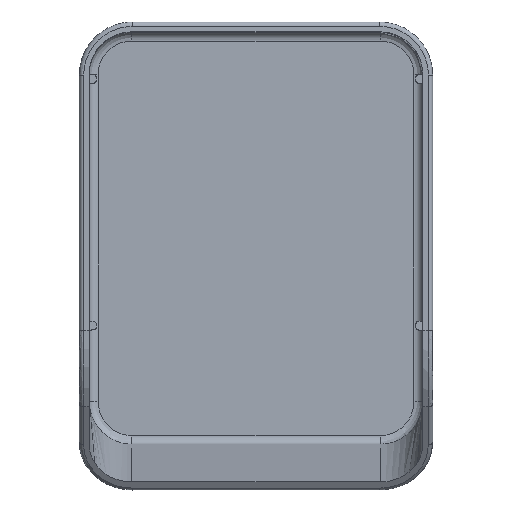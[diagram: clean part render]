
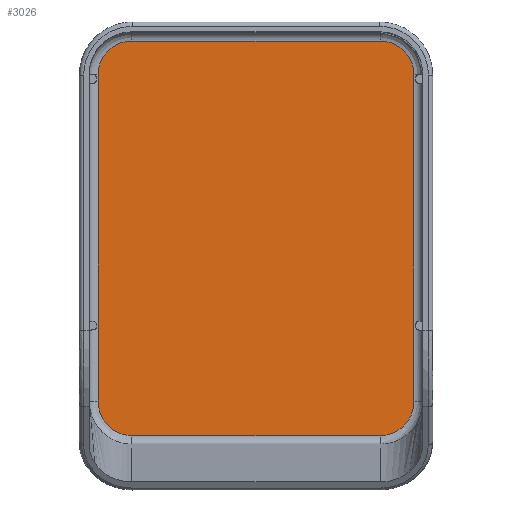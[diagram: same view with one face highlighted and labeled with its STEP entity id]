
A CAD part, top view. The second image highlights one B-rep face of the part: STEP entity #3026.
In plain terms, the highlighted free-form (B-spline) face has degree [1, 1] with [2, 2] control points.
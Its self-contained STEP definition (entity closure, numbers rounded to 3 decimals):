
#1256 = EDGE_CURVE('',#1257,#1259,#1261,.T.);
#1257 = VERTEX_POINT('',#1258);
#1258 = CARTESIAN_POINT('',(-49.866,57.346,
    8.925));
#1259 = VERTEX_POINT('',#1260);
#1260 = CARTESIAN_POINT('',(-49.866,-45.701,
    8.925));
#1261 = B_SPLINE_CURVE_WITH_KNOTS('',1,(#1262,#1263),.UNSPECIFIED.,.F.,
  .F.,(2,2),(0.,92.372),.PIECEWISE_BEZIER_KNOTS.);
#1262 = CARTESIAN_POINT('',(-49.866,57.346,
    8.925));
#1263 = CARTESIAN_POINT('',(-49.866,-45.701,
    8.925));
#1385 = VERTEX_POINT('',#1386);
#1386 = CARTESIAN_POINT('',(-39.268,67.944,
    8.925));
#1392 = EDGE_CURVE('',#1385,#1257,#1393,.T.);
#1393 = ( BOUNDED_CURVE() B_SPLINE_CURVE(2,(#1394,#1395,#1396),
.UNSPECIFIED.,.F.,.F.) B_SPLINE_CURVE_WITH_KNOTS((3,3),(0.,
1.571),.PIECEWISE_BEZIER_KNOTS.) CURVE() 
GEOMETRIC_REPRESENTATION_ITEM() RATIONAL_B_SPLINE_CURVE((1.,
0.707,1.)) REPRESENTATION_ITEM('') );
#1394 = CARTESIAN_POINT('',(-39.268,67.944,
    8.925));
#1395 = CARTESIAN_POINT('',(-49.866,67.944,
    8.925));
#1396 = CARTESIAN_POINT('',(-49.866,57.346,
    8.925));
#1452 = EDGE_CURVE('',#1453,#1385,#1455,.T.);
#1453 = VERTEX_POINT('',#1454);
#1454 = CARTESIAN_POINT('',(39.268,67.944,
    8.925));
#1455 = B_SPLINE_CURVE_WITH_KNOTS('',1,(#1456,#1457),.UNSPECIFIED.,.F.,
  .F.,(2,2),(-0.,70.4),.PIECEWISE_BEZIER_KNOTS.);
#1456 = CARTESIAN_POINT('',(39.268,67.944,
    8.925));
#1457 = CARTESIAN_POINT('',(-39.268,67.944,
    8.925));
#1526 = VERTEX_POINT('',#1527);
#1527 = CARTESIAN_POINT('',(49.866,57.346,
    8.925));
#1533 = EDGE_CURVE('',#1526,#1453,#1534,.T.);
#1534 = ( BOUNDED_CURVE() B_SPLINE_CURVE(2,(#1535,#1536,#1537),
.UNSPECIFIED.,.F.,.F.) B_SPLINE_CURVE_WITH_KNOTS((3,3),(0.,
1.571),.PIECEWISE_BEZIER_KNOTS.) CURVE() 
GEOMETRIC_REPRESENTATION_ITEM() RATIONAL_B_SPLINE_CURVE((1.,
0.707,1.)) REPRESENTATION_ITEM('') );
#1535 = CARTESIAN_POINT('',(49.866,57.346,
    8.925));
#1536 = CARTESIAN_POINT('',(49.866,67.944,
    8.925));
#1537 = CARTESIAN_POINT('',(39.268,67.944,
    8.925));
#1879 = EDGE_CURVE('',#1880,#1526,#1882,.T.);
#1880 = VERTEX_POINT('',#1881);
#1881 = CARTESIAN_POINT('',(49.866,-45.699,
    8.925));
#1882 = B_SPLINE_CURVE_WITH_KNOTS('',1,(#1883,#1884),.UNSPECIFIED.,.F.,
  .F.,(2,2),(-0.553,91.817),.PIECEWISE_BEZIER_KNOTS.);
#1883 = CARTESIAN_POINT('',(49.866,-45.699,
    8.925));
#1884 = CARTESIAN_POINT('',(49.866,57.346,
    8.925));
#3026 = ADVANCED_FACE('',(#3027),#3069,.F.);
#3027 = FACE_BOUND('',#3028,.F.);
#3028 = EDGE_LOOP('',(#3029,#3038,#3051,#3052,#3053,#3054,#3055,#3056));
#3029 = ORIENTED_EDGE('',*,*,#3030,.F.);
#3030 = EDGE_CURVE('',#3031,#3033,#3035,.T.);
#3031 = VERTEX_POINT('',#3032);
#3032 = CARTESIAN_POINT('',(-39.268,-56.557,
    8.925));
#3033 = VERTEX_POINT('',#3034);
#3034 = CARTESIAN_POINT('',(39.268,-56.557,
    8.925));
#3035 = B_SPLINE_CURVE_WITH_KNOTS('',1,(#3036,#3037),.UNSPECIFIED.,.F.,
  .F.,(2,2),(0.,70.4),.PIECEWISE_BEZIER_KNOTS.);
#3036 = CARTESIAN_POINT('',(-39.268,-56.557,
    8.925));
#3037 = CARTESIAN_POINT('',(39.268,-56.557,
    8.925));
#3038 = ORIENTED_EDGE('',*,*,#3039,.F.);
#3039 = EDGE_CURVE('',#1259,#3031,#3040,.T.);
#3040 = B_SPLINE_CURVE_WITH_KNOTS('',9,(#3041,#3042,#3043,#3044,#3045,
    #3046,#3047,#3048,#3049,#3050),.UNSPECIFIED.,.F.,.F.,(10,10),(
    381.769,400.293),.PIECEWISE_BEZIER_KNOTS.);
#3041 = CARTESIAN_POINT('',(-49.866,-45.699,
    8.925));
#3042 = CARTESIAN_POINT('',(-49.866,-47.507,
    8.925));
#3043 = CARTESIAN_POINT('',(-49.537,-49.299,
    8.925));
#3044 = CARTESIAN_POINT('',(-48.889,-51.042,
    8.925));
#3045 = CARTESIAN_POINT('',(-47.908,-52.704,
    8.925));
#3046 = CARTESIAN_POINT('',(-46.566,-54.196,
    8.925));
#3047 = CARTESIAN_POINT('',(-44.912,-55.38,
    8.925));
#3048 = CARTESIAN_POINT('',(-43.064,-56.173,
    8.925));
#3049 = CARTESIAN_POINT('',(-41.148,-56.557,
    8.925));
#3050 = CARTESIAN_POINT('',(-39.268,-56.557,
    8.925));
#3051 = ORIENTED_EDGE('',*,*,#1256,.F.);
#3052 = ORIENTED_EDGE('',*,*,#1392,.F.);
#3053 = ORIENTED_EDGE('',*,*,#1452,.F.);
#3054 = ORIENTED_EDGE('',*,*,#1533,.F.);
#3055 = ORIENTED_EDGE('',*,*,#1879,.F.);
#3056 = ORIENTED_EDGE('',*,*,#3057,.F.);
#3057 = EDGE_CURVE('',#3033,#1880,#3058,.T.);
#3058 = B_SPLINE_CURVE_WITH_KNOTS('',9,(#3059,#3060,#3061,#3062,#3063,
    #3064,#3065,#3066,#3067,#3068),.UNSPECIFIED.,.F.,.F.,(10,10),(
    70.4,88.924),.PIECEWISE_BEZIER_KNOTS.);
#3059 = CARTESIAN_POINT('',(39.268,-56.557,
    8.925));
#3060 = CARTESIAN_POINT('',(41.148,-56.557,
    8.925));
#3061 = CARTESIAN_POINT('',(43.064,-56.173,
    8.925));
#3062 = CARTESIAN_POINT('',(44.912,-55.38,
    8.925));
#3063 = CARTESIAN_POINT('',(46.566,-54.196,
    8.925));
#3064 = CARTESIAN_POINT('',(47.908,-52.704,
    8.925));
#3065 = CARTESIAN_POINT('',(48.889,-51.042,
    8.925));
#3066 = CARTESIAN_POINT('',(49.537,-49.299,
    8.925));
#3067 = CARTESIAN_POINT('',(49.866,-47.507,
    8.925));
#3068 = CARTESIAN_POINT('',(49.866,-45.699,
    8.925));
#3069 = B_SPLINE_SURFACE_WITH_KNOTS('',1,1,(
    (#3070,#3071)
    ,(#3072,#3073
    )),.UNSPECIFIED.,.F.,.F.,.F.,(2,2),(2,2),(2.5,114.104),(
    -91.9,-2.5),.PIECEWISE_BEZIER_KNOTS.);
#3070 = CARTESIAN_POINT('',(49.866,67.944,
    8.925));
#3071 = CARTESIAN_POINT('',(-49.866,67.944,
    8.925));
#3072 = CARTESIAN_POINT('',(49.866,-56.557,
    8.925));
#3073 = CARTESIAN_POINT('',(-49.866,-56.557,
    8.925));
